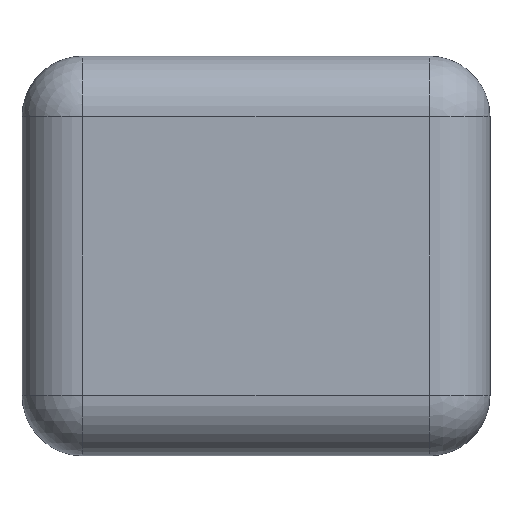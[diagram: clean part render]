
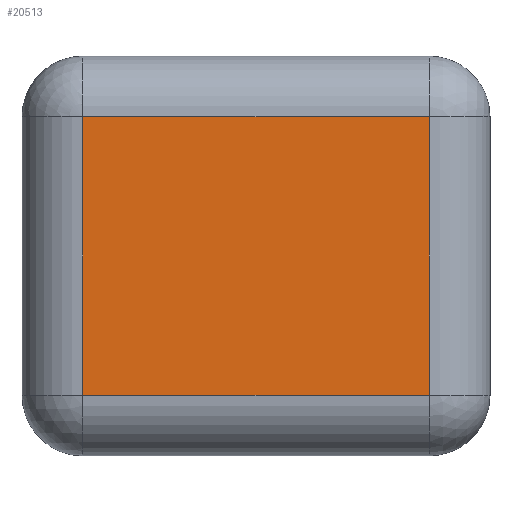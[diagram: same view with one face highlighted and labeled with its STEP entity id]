
A CAD part, front view. The second image highlights one B-rep face of the part: STEP entity #20513.
In plain terms, the highlighted planar face has unit normal (0, -1, 0).
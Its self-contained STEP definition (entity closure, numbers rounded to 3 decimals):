
#384 = DIRECTION ( 'NONE',  ( 0., 0., -1. ) ) ;
#3002 = ORIENTED_EDGE ( 'NONE', *, *, #9583, .T. ) ;
#4497 = CARTESIAN_POINT ( 'NONE',  ( -227.71, 0., 73.996 ) ) ;
#5073 = CARTESIAN_POINT ( 'NONE',  ( -227.71, 0., 182.885 ) ) ;
#8765 = ORIENTED_EDGE ( 'NONE', *, *, #10095, .T. ) ;
#9448 = DIRECTION ( 'NONE',  ( 0., 0., -1. ) ) ;
#9583 = EDGE_CURVE ( 'NONE', #47292, #30731, #44653, .T. ) ;
#9682 = FACE_OUTER_BOUND ( 'NONE', #41810, .T. ) ;
#10095 = EDGE_CURVE ( 'NONE', #15468, #27946, #18709, .T. ) ;
#11809 = CARTESIAN_POINT ( 'NONE',  ( 227.71, 0., 182.885 ) ) ;
#13090 = EDGE_CURVE ( 'NONE', #30731, #15468, #30724, .T. ) ;
#15468 = VERTEX_POINT ( 'NONE', #17041 ) ;
#17041 = CARTESIAN_POINT ( 'NONE',  ( -227.71, 0., -182.885 ) ) ;
#18709 = LINE ( 'NONE', #26469, #34402 ) ;
#19785 = CARTESIAN_POINT ( 'NONE',  ( 227.71, 0., -182.885 ) ) ;
#20005 = CARTESIAN_POINT ( 'NONE',  ( 227.71, 0., 73.996 ) ) ;
#20410 = VECTOR ( 'NONE', #36870, 1000. ) ;
#20513 = ADVANCED_FACE ( 'NONE', ( #9682 ), #32274, .T. ) ;
#22062 = ORIENTED_EDGE ( 'NONE', *, *, #13090, .T. ) ;
#22599 = VECTOR ( 'NONE', #26782, 1000. ) ;
#25294 = VECTOR ( 'NONE', #384, 1000. ) ;
#25995 = DIRECTION ( 'NONE',  ( 1., 0., 0. ) ) ;
#26469 = CARTESIAN_POINT ( 'NONE',  ( 0., 0., -182.885 ) ) ;
#26612 = AXIS2_PLACEMENT_3D ( 'NONE', #27668, #47099, #9448 ) ;
#26782 = DIRECTION ( 'NONE',  ( 0., 0., 1. ) ) ;
#27668 = CARTESIAN_POINT ( 'NONE',  ( 0., 0., 73.996 ) ) ;
#27773 = LINE ( 'NONE', #20005, #22599 ) ;
#27946 = VERTEX_POINT ( 'NONE', #19785 ) ;
#30724 = LINE ( 'NONE', #4497, #25294 ) ;
#30731 = VERTEX_POINT ( 'NONE', #5073 ) ;
#31672 = ORIENTED_EDGE ( 'NONE', *, *, #34709, .T. ) ;
#32274 = PLANE ( 'NONE',  #26612 ) ;
#34402 = VECTOR ( 'NONE', #25995, 1000. ) ;
#34709 = EDGE_CURVE ( 'NONE', #27946, #47292, #27773, .T. ) ;
#36870 = DIRECTION ( 'NONE',  ( -1., 0., 0. ) ) ;
#41810 = EDGE_LOOP ( 'NONE', ( #8765, #31672, #3002, #22062 ) ) ;
#44653 = LINE ( 'NONE', #44907, #20410 ) ;
#44907 = CARTESIAN_POINT ( 'NONE',  ( 0., 0., 182.885 ) ) ;
#47099 = DIRECTION ( 'NONE',  ( 0., -1., 0. ) ) ;
#47292 = VERTEX_POINT ( 'NONE', #11809 ) ;
